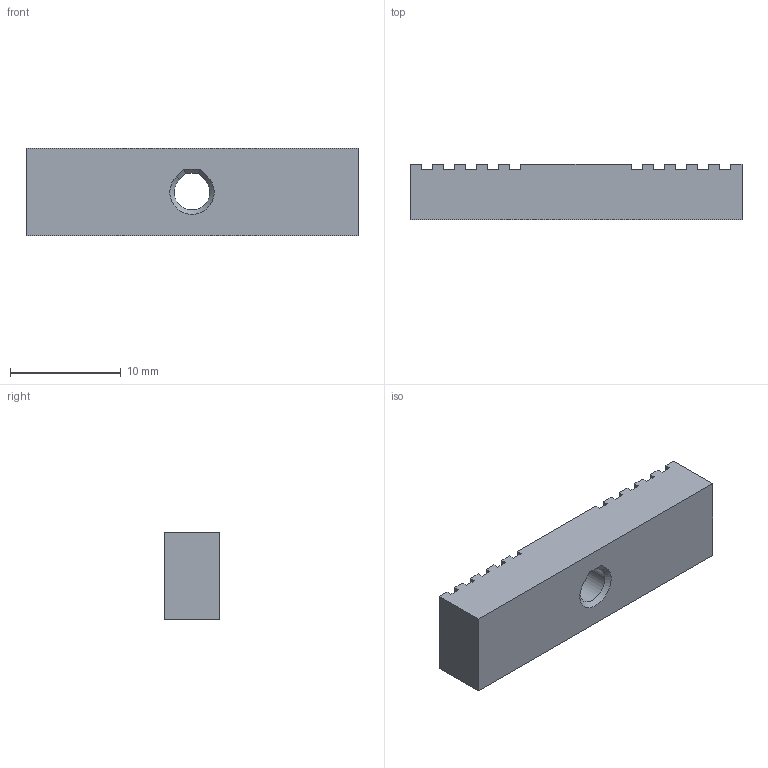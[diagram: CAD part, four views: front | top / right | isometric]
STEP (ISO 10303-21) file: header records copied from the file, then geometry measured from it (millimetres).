
FILE_DESCRIPTION(/* description */ (''),/* implementation_level */ '2;1');
FILE_NAME(/* name */ 'YCarriageBeltClamp v10.step',/* time_stamp */ '2025-04-20T18:21:14+10:00',/* author */ (''),/* organization */ (''),/* preprocessor_version */ 'ST-DEVELOPER v20.1',/* originating_system */ 'Autodesk Translation Framework v14.4.0.0',/* authorisation */ '');
FILE_SCHEMA (('AUTOMOTIVE_DESIGN { 1 0 10303 214 3 1 1 }'));
Length unit declared in the file: millimetre
Products named in the file (1): YCarriageBeltClamp
Bounding box: 30 x 5 x 7.95 mm (x, y, z)
Volume: 1109.6 mm3; surface area: 956.4 mm2
Topology: 1 solids, 1 shells, 58 faces, 160 edges, 104 vertices
Faces by surface type: plane 55, cone 2, cylinder 1
Entity records: 1841 total; most frequent: CARTESIAN_POINT 323, ORIENTED_EDGE 320, DIRECTION 282, EDGE_CURVE 160, LINE 156, VECTOR 156, VERTEX_POINT 104, AXIS2_PLACEMENT_3D 63
